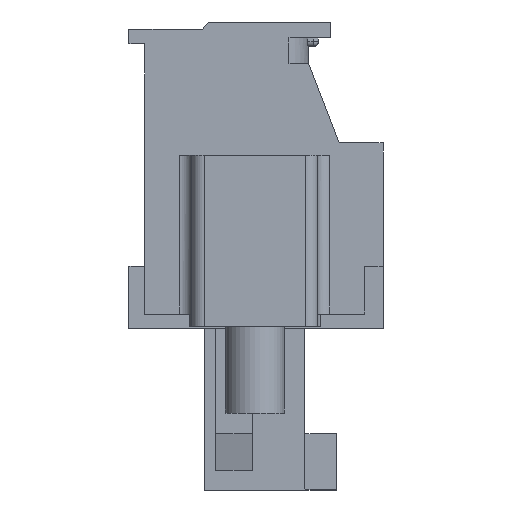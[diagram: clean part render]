
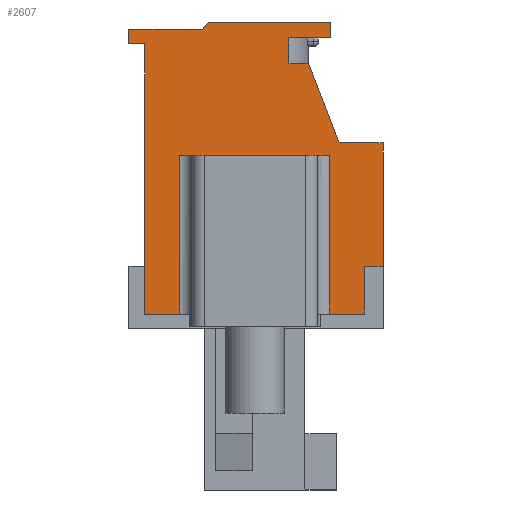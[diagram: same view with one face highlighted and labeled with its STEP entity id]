
A CAD part, left-side view. The second image highlights one B-rep face of the part: STEP entity #2607.
In plain terms, the highlighted planar face has unit normal (-1, 0, 0).
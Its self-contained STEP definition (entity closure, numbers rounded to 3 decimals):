
#2607 = ADVANCED_FACE( '', ( #5174 ), #5175, .T. );
#5174 = FACE_OUTER_BOUND( '', #7698, .T. );
#5175 = PLANE( '', #7699 );
#7698 = EDGE_LOOP( '', ( #14951, #14952, #14953, #14954, #14955, #14956, #14957, #14958, #14959, #14960, #14961, #14962, #14963, #14964, #14965, #14966, #14967, #14968, #14969, #14970 ) );
#7699 = AXIS2_PLACEMENT_3D( '', #14971, #14972, #14973 );
#14951 = ORIENTED_EDGE( '', *, *, #18296, .F. );
#14952 = ORIENTED_EDGE( '', *, *, #17245, .T. );
#14953 = ORIENTED_EDGE( '', *, *, #18226, .T. );
#14954 = ORIENTED_EDGE( '', *, *, #18283, .T. );
#14955 = ORIENTED_EDGE( '', *, *, #16674, .T. );
#14956 = ORIENTED_EDGE( '', *, *, #17827, .T. );
#14957 = ORIENTED_EDGE( '', *, *, #15543, .T. );
#14958 = ORIENTED_EDGE( '', *, *, #17940, .T. );
#14959 = ORIENTED_EDGE( '', *, *, #17380, .F. );
#14960 = ORIENTED_EDGE( '', *, *, #16119, .T. );
#14961 = ORIENTED_EDGE( '', *, *, #17843, .T. );
#14962 = ORIENTED_EDGE( '', *, *, #16923, .T. );
#14963 = ORIENTED_EDGE( '', *, *, #18178, .T. );
#14964 = ORIENTED_EDGE( '', *, *, #18166, .T. );
#14965 = ORIENTED_EDGE( '', *, *, #16880, .T. );
#14966 = ORIENTED_EDGE( '', *, *, #17251, .T. );
#14967 = ORIENTED_EDGE( '', *, *, #15729, .T. );
#14968 = ORIENTED_EDGE( '', *, *, #16278, .T. );
#14969 = ORIENTED_EDGE( '', *, *, #18227, .T. );
#14970 = ORIENTED_EDGE( '', *, *, #18020, .T. );
#14971 = CARTESIAN_POINT( '', ( -11.43, 0., 0. ) );
#14972 = DIRECTION( '', ( -1., 0., 0. ) );
#14973 = DIRECTION( '', ( 0., 0., 1. ) );
#15543 = EDGE_CURVE( '', #18652, #18653, #18654, .T. );
#15729 = EDGE_CURVE( '', #18995, #18996, #18997, .T. );
#16119 = EDGE_CURVE( '', #19654, #19652, #19655, .T. );
#16278 = EDGE_CURVE( '', #18996, #19915, #19917, .T. );
#16674 = EDGE_CURVE( '', #20542, #20540, #20543, .T. );
#16880 = EDGE_CURVE( '', #20855, #20856, #20857, .T. );
#16923 = EDGE_CURVE( '', #20923, #20924, #20925, .T. );
#17245 = EDGE_CURVE( '', #21388, #21385, #21389, .F. );
#17251 = EDGE_CURVE( '', #20856, #18995, #21398, .T. );
#17380 = EDGE_CURVE( '', #19654, #21570, #21571, .T. );
#17827 = EDGE_CURVE( '', #20540, #18652, #22154, .T. );
#17843 = EDGE_CURVE( '', #19652, #20923, #22174, .T. );
#17940 = EDGE_CURVE( '', #18653, #21570, #22289, .T. );
#18020 = EDGE_CURVE( '', #22385, #22383, #22386, .T. );
#18166 = EDGE_CURVE( '', #22545, #20855, #22546, .T. );
#18178 = EDGE_CURVE( '', #20924, #22545, #22559, .T. );
#18226 = EDGE_CURVE( '', #21385, #22613, #22615, .T. );
#18227 = EDGE_CURVE( '', #19915, #22385, #22616, .T. );
#18283 = EDGE_CURVE( '', #22613, #20542, #22674, .T. );
#18296 = EDGE_CURVE( '', #21388, #22383, #22687, .T. );
#18652 = VERTEX_POINT( '', #23188 );
#18653 = VERTEX_POINT( '', #23189 );
#18654 = LINE( '', #23190, #23191 );
#18995 = VERTEX_POINT( '', #23723 );
#18996 = VERTEX_POINT( '', #23724 );
#18997 = LINE( '', #23725, #23726 );
#19652 = VERTEX_POINT( '', #24660 );
#19654 = VERTEX_POINT( '', #24663 );
#19655 = LINE( '', #24664, #24665 );
#19915 = VERTEX_POINT( '', #25041 );
#19917 = LINE( '', #25044, #25045 );
#20540 = VERTEX_POINT( '', #25969 );
#20542 = VERTEX_POINT( '', #25972 );
#20543 = LINE( '', #25973, #25974 );
#20855 = VERTEX_POINT( '', #26444 );
#20856 = VERTEX_POINT( '', #26445 );
#20857 = LINE( '', #26446, #26447 );
#20923 = VERTEX_POINT( '', #26541 );
#20924 = VERTEX_POINT( '', #26542 );
#20925 = LINE( '', #26543, #26544 );
#21385 = VERTEX_POINT( '', #27215 );
#21388 = VERTEX_POINT( '', #27218 );
#21389 = LINE( '', #27219, #27220 );
#21398 = LINE( '', #27231, #27232 );
#21570 = VERTEX_POINT( '', #27509 );
#21571 = LINE( '', #27510, #27511 );
#22154 = LINE( '', #28385, #28386 );
#22174 = LINE( '', #28417, #28418 );
#22289 = LINE( '', #28580, #28581 );
#22383 = VERTEX_POINT( '', #28723 );
#22385 = VERTEX_POINT( '', #28725 );
#22386 = LINE( '', #28726, #28727 );
#22545 = VERTEX_POINT( '', #28961 );
#22546 = LINE( '', #28962, #28963 );
#22559 = LINE( '', #28982, #28983 );
#22613 = VERTEX_POINT( '', #29059 );
#22615 = LINE( '', #29062, #29063 );
#22616 = LINE( '', #29064, #29065 );
#22674 = LINE( '', #29142, #29143 );
#22687 = LINE( '', #29157, #29158 );
#23188 = CARTESIAN_POINT( '', ( -11.43, -5.25, 1.475 ) );
#23189 = CARTESIAN_POINT( '', ( -11.43, -3.45, 1.475 ) );
#23190 = CARTESIAN_POINT( '', ( -11.43, -5.25, 1.475 ) );
#23191 = VECTOR( '', #29376, 1000. );
#23723 = CARTESIAN_POINT( '', ( -11.43, 5.15, 5.525 ) );
#23724 = CARTESIAN_POINT( '', ( -11.43, 4.5, 5.525 ) );
#23725 = CARTESIAN_POINT( '', ( -11.43, 5.15, 5.525 ) );
#23726 = VECTOR( '', #29570, 1000. );
#24660 = CARTESIAN_POINT( '', ( -11.43, -1.4, 5.775 ) );
#24663 = CARTESIAN_POINT( '', ( -11.43, -1.4, 4.725 ) );
#24664 = CARTESIAN_POINT( '', ( -11.43, -1.4, 4.725 ) );
#24665 = VECTOR( '', #29961, 1000. );
#25041 = CARTESIAN_POINT( '', ( -11.43, 4.5, -5.525 ) );
#25044 = CARTESIAN_POINT( '', ( -11.43, 4.5, 5.525 ) );
#25045 = VECTOR( '', #30118, 1000. );
#25969 = CARTESIAN_POINT( '', ( -11.43, -5.25, -3.575 ) );
#25972 = CARTESIAN_POINT( '', ( -11.43, -4.5, -3.575 ) );
#25973 = CARTESIAN_POINT( '', ( -11.43, -4.5, -3.575 ) );
#25974 = VECTOR( '', #30514, 1000. );
#26444 = CARTESIAN_POINT( '', ( -11.43, 2.153, 6.125 ) );
#26445 = CARTESIAN_POINT( '', ( -11.43, 5.15, 6.125 ) );
#26446 = CARTESIAN_POINT( '', ( -11.43, 2.153, 6.125 ) );
#26447 = VECTOR( '', #30716, 1000. );
#26541 = CARTESIAN_POINT( '', ( -11.43, -3.1, 5.775 ) );
#26542 = CARTESIAN_POINT( '', ( -11.43, -3.1, 6.425 ) );
#26543 = CARTESIAN_POINT( '', ( -11.43, -3.1, 5.775 ) );
#26544 = VECTOR( '', #30760, 1000. );
#27215 = CARTESIAN_POINT( '', ( -11.43, -3.075, -5.525 ) );
#27218 = CARTESIAN_POINT( '', ( -11.43, -3.075, 0.975 ) );
#27219 = CARTESIAN_POINT( '', ( -11.43, -3.075, -5.525 ) );
#27220 = VECTOR( '', #31038, 1000. );
#27231 = CARTESIAN_POINT( '', ( -11.43, 5.15, 6.125 ) );
#27232 = VECTOR( '', #31047, 1000. );
#27509 = CARTESIAN_POINT( '', ( -11.43, -2.2, 4.725 ) );
#27510 = CARTESIAN_POINT( '', ( -11.43, -1.4, 4.725 ) );
#27511 = VECTOR( '', #31166, 1000. );
#28385 = CARTESIAN_POINT( '', ( -11.43, -5.25, -3.575 ) );
#28386 = VECTOR( '', #31545, 1000. );
#28417 = CARTESIAN_POINT( '', ( -11.43, -2.2, 5.775 ) );
#28418 = VECTOR( '', #31560, 1000. );
#28580 = CARTESIAN_POINT( '', ( -11.43, -3.45, 1.475 ) );
#28581 = VECTOR( '', #31651, 1000. );
#28723 = CARTESIAN_POINT( '', ( -11.43, 3.075, 0.975 ) );
#28725 = CARTESIAN_POINT( '', ( -11.43, 3.075, -5.525 ) );
#28726 = CARTESIAN_POINT( '', ( -11.43, 3.075, 0. ) );
#28727 = VECTOR( '', #31711, 1000. );
#28961 = CARTESIAN_POINT( '', ( -11.43, 1.9, 6.425 ) );
#28962 = CARTESIAN_POINT( '', ( -11.43, 1.9, 6.425 ) );
#28963 = VECTOR( '', #31794, 1000. );
#28982 = CARTESIAN_POINT( '', ( -11.43, -3.1, 6.425 ) );
#28983 = VECTOR( '', #31801, 1000. );
#29059 = CARTESIAN_POINT( '', ( -11.43, -4.5, -5.525 ) );
#29062 = CARTESIAN_POINT( '', ( -11.43, 4.5, -5.525 ) );
#29063 = VECTOR( '', #31834, 1000. );
#29064 = CARTESIAN_POINT( '', ( -11.43, 4.5, -5.525 ) );
#29065 = VECTOR( '', #31835, 1000. );
#29142 = CARTESIAN_POINT( '', ( -11.43, -4.5, -5.525 ) );
#29143 = VECTOR( '', #31861, 1000. );
#29157 = CARTESIAN_POINT( '', ( -11.43, -2.575, 0.975 ) );
#29158 = VECTOR( '', #31866, 1000. );
#29376 = DIRECTION( '', ( 0., 1., 0. ) );
#29570 = DIRECTION( '', ( 0., -1., 0. ) );
#29961 = DIRECTION( '', ( 0., 0., 1. ) );
#30118 = DIRECTION( '', ( 0., 0., -1. ) );
#30514 = DIRECTION( '', ( 0., -1., 0. ) );
#30716 = DIRECTION( '', ( 0., 1., 0. ) );
#30760 = DIRECTION( '', ( 0., 0., 1. ) );
#31038 = DIRECTION( '', ( 0., 0., 1. ) );
#31047 = DIRECTION( '', ( 0., 0., -1. ) );
#31166 = DIRECTION( '', ( 0., -1., 0. ) );
#31545 = DIRECTION( '', ( 0., 0., 1. ) );
#31560 = DIRECTION( '', ( 0., -1., 0. ) );
#31651 = DIRECTION( '', ( 0., 0.359, 0.933 ) );
#31711 = DIRECTION( '', ( 0., 0., 1. ) );
#31794 = DIRECTION( '', ( 0., 0.644, -0.765 ) );
#31801 = DIRECTION( '', ( 0., 1., 0. ) );
#31834 = DIRECTION( '', ( 0., -1., 0. ) );
#31835 = DIRECTION( '', ( 0., -1., 0. ) );
#31861 = DIRECTION( '', ( 0., 0., 1. ) );
#31866 = DIRECTION( '', ( 0., 1., 0. ) );
